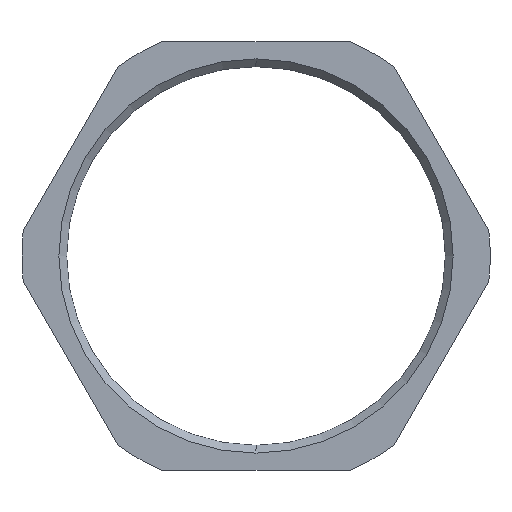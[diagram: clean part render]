
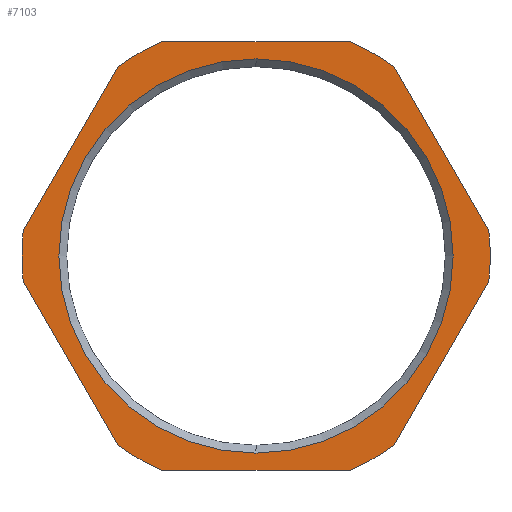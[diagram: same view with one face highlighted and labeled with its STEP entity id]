
A CAD part, left-side view. The second image highlights one B-rep face of the part: STEP entity #7103.
In plain terms, the highlighted planar face has unit normal (-1, 0, 0).
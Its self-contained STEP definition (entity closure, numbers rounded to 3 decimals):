
#258 = CARTESIAN_POINT ( 'NONE',  ( -5.5, 0., 0. ) ) ;
#480 = AXIS2_PLACEMENT_3D ( 'NONE', #4758, #10683, #5602 ) ;
#592 = CIRCLE ( 'NONE', #3455, 30.05 ) ;
#616 = DIRECTION ( 'NONE',  ( 0., 0., -1. ) ) ;
#659 = DIRECTION ( 'NONE',  ( -1., 0., 0. ) ) ;
#676 = EDGE_CURVE ( 'NONE', #10757, #6729, #2432, .T. ) ;
#749 = ORIENTED_EDGE ( 'NONE', *, *, #10137, .T. ) ;
#1028 = CIRCLE ( 'NONE', #9292, 30.05 ) ;
#1039 = CARTESIAN_POINT ( 'NONE',  ( -5.5, 17.759, 24.241 ) ) ;
#1083 = ORIENTED_EDGE ( 'NONE', *, *, #1161, .F. ) ;
#1087 = CARTESIAN_POINT ( 'NONE',  ( -5.5, -31.754, 0. ) ) ;
#1109 = DIRECTION ( 'NONE',  ( 0., 0., -1. ) ) ;
#1161 = EDGE_CURVE ( 'NONE', #3759, #8935, #8653, .T. ) ;
#1182 = AXIS2_PLACEMENT_3D ( 'NONE', #10749, #5687, #616 ) ;
#1282 = VECTOR ( 'NONE', #6061, 1000. ) ;
#1334 = CARTESIAN_POINT ( 'NONE',  ( -5.5, 12.114, 27.5 ) ) ;
#1439 = VECTOR ( 'NONE', #5004, 1000. ) ;
#1551 = VERTEX_POINT ( 'NONE', #7790 ) ;
#1613 = VERTEX_POINT ( 'NONE', #4522 ) ;
#1637 = ORIENTED_EDGE ( 'NONE', *, *, #8070, .F. ) ;
#1924 = LINE ( 'NONE', #5325, #10677 ) ;
#1942 = DIRECTION ( 'NONE',  ( 0., 0.5, -0.866 ) ) ;
#2043 = DIRECTION ( 'NONE',  ( 1., 0., 0. ) ) ;
#2061 = ORIENTED_EDGE ( 'NONE', *, *, #676, .T. ) ;
#2277 = DIRECTION ( 'NONE',  ( 1., 0., 0. ) ) ;
#2335 = PLANE ( 'NONE',  #2798 ) ;
#2432 = CIRCLE ( 'NONE', #5890, 25.3 ) ;
#2476 = ORIENTED_EDGE ( 'NONE', *, *, #3822, .F. ) ;
#2477 = EDGE_CURVE ( 'NONE', #5676, #3358, #3081, .T. ) ;
#2502 = ORIENTED_EDGE ( 'NONE', *, *, #5654, .F. ) ;
#2510 = CIRCLE ( 'NONE', #10412, 30.05 ) ;
#2647 = CARTESIAN_POINT ( 'NONE',  ( -5.5, 12.114, -27.5 ) ) ;
#2655 = EDGE_LOOP ( 'NONE', ( #749, #2061 ) ) ;
#2678 = EDGE_CURVE ( 'NONE', #7748, #4007, #3482, .T. ) ;
#2798 = AXIS2_PLACEMENT_3D ( 'NONE', #10821, #659, #6596 ) ;
#2843 = FACE_BOUND ( 'NONE', #2655, .T. ) ;
#3081 = LINE ( 'NONE', #9466, #5050 ) ;
#3097 = ORIENTED_EDGE ( 'NONE', *, *, #8622, .F. ) ;
#3216 = ORIENTED_EDGE ( 'NONE', *, *, #3680, .F. ) ;
#3358 = VERTEX_POINT ( 'NONE', #7705 ) ;
#3364 = CARTESIAN_POINT ( 'NONE',  ( -5.5, 0., 0. ) ) ;
#3455 = AXIS2_PLACEMENT_3D ( 'NONE', #10074, #4985, #10926 ) ;
#3482 = LINE ( 'NONE', #1087, #5446 ) ;
#3680 = EDGE_CURVE ( 'NONE', #8537, #7640, #2510, .T. ) ;
#3708 = LINE ( 'NONE', #10949, #1439 ) ;
#3759 = VERTEX_POINT ( 'NONE', #9181 ) ;
#3822 = EDGE_CURVE ( 'NONE', #1551, #8537, #3708, .T. ) ;
#3824 = LINE ( 'NONE', #8583, #1282 ) ;
#3855 = CARTESIAN_POINT ( 'NONE',  ( -5.5, 31.754, 0. ) ) ;
#3899 = ORIENTED_EDGE ( 'NONE', *, *, #9423, .F. ) ;
#3901 = CIRCLE ( 'NONE', #1182, 30.05 ) ;
#4007 = VERTEX_POINT ( 'NONE', #7048 ) ;
#4218 = DIRECTION ( 'NONE',  ( 0., 0., -1. ) ) ;
#4460 = AXIS2_PLACEMENT_3D ( 'NONE', #258, #6189, #1109 ) ;
#4522 = CARTESIAN_POINT ( 'NONE',  ( -5.5, 29.873, -3.259 ) ) ;
#4726 = EDGE_CURVE ( 'NONE', #1613, #3759, #1028, .T. ) ;
#4758 = CARTESIAN_POINT ( 'NONE',  ( -5.5, 0., 0. ) ) ;
#4762 = CARTESIAN_POINT ( 'NONE',  ( -5.5, 0., 0. ) ) ;
#4838 = CARTESIAN_POINT ( 'NONE',  ( -5.5, -29.873, 3.259 ) ) ;
#4985 = DIRECTION ( 'NONE',  ( 1., 0., 0. ) ) ;
#5004 = DIRECTION ( 'NONE',  ( 0., 1., 0. ) ) ;
#5050 = VECTOR ( 'NONE', #7800, 1000. ) ;
#5086 = FACE_OUTER_BOUND ( 'NONE', #5889, .T. ) ;
#5325 = CARTESIAN_POINT ( 'NONE',  ( -5.5, 15.877, -27.5 ) ) ;
#5446 = VECTOR ( 'NONE', #1942, 1000. ) ;
#5515 = CARTESIAN_POINT ( 'NONE',  ( -5.5, -17.759, 24.241 ) ) ;
#5602 = DIRECTION ( 'NONE',  ( 0., 0., -1. ) ) ;
#5610 = DIRECTION ( 'NONE',  ( 0., 0., -1. ) ) ;
#5654 = EDGE_CURVE ( 'NONE', #9631, #7748, #6309, .T. ) ;
#5676 = VERTEX_POINT ( 'NONE', #1334 ) ;
#5687 = DIRECTION ( 'NONE',  ( 1., 0., 0. ) ) ;
#5889 = EDGE_LOOP ( 'NONE', ( #8792, #6112, #2502, #1637, #6979, #9798, #3097, #1083, #9015, #3899, #3216, #2476 ) ) ;
#5890 = AXIS2_PLACEMENT_3D ( 'NONE', #7374, #2277, #8212 ) ;
#6061 = DIRECTION ( 'NONE',  ( 0., -0.5, -0.866 ) ) ;
#6112 = ORIENTED_EDGE ( 'NONE', *, *, #2678, .F. ) ;
#6189 = DIRECTION ( 'NONE',  ( 1., 0., 0. ) ) ;
#6309 = CIRCLE ( 'NONE', #480, 30.05 ) ;
#6596 = DIRECTION ( 'NONE',  ( 0., 0., 1. ) ) ;
#6603 = CARTESIAN_POINT ( 'NONE',  ( -5.5, 0., 25.3 ) ) ;
#6669 = VECTOR ( 'NONE', #8927, 1000. ) ;
#6729 = VERTEX_POINT ( 'NONE', #6603 ) ;
#6814 = CIRCLE ( 'NONE', #6859, 25.3 ) ;
#6859 = AXIS2_PLACEMENT_3D ( 'NONE', #3364, #9296, #4218 ) ;
#6979 = ORIENTED_EDGE ( 'NONE', *, *, #10491, .F. ) ;
#7048 = CARTESIAN_POINT ( 'NONE',  ( -5.5, -17.759, -24.241 ) ) ;
#7103 = ADVANCED_FACE ( 'NONE', ( #2843, #5086 ), #2335, .T. ) ;
#7122 = CARTESIAN_POINT ( 'NONE',  ( -5.5, 0., 0. ) ) ;
#7374 = CARTESIAN_POINT ( 'NONE',  ( -5.5, 0., 0. ) ) ;
#7640 = VERTEX_POINT ( 'NONE', #10025 ) ;
#7705 = CARTESIAN_POINT ( 'NONE',  ( -5.5, -12.114, 27.5 ) ) ;
#7748 = VERTEX_POINT ( 'NONE', #7768 ) ;
#7768 = CARTESIAN_POINT ( 'NONE',  ( -5.5, -29.873, -3.259 ) ) ;
#7790 = CARTESIAN_POINT ( 'NONE',  ( -5.5, -12.114, -27.5 ) ) ;
#7800 = DIRECTION ( 'NONE',  ( 0., -1., 0. ) ) ;
#7971 = DIRECTION ( 'NONE',  ( 0., 0., -1. ) ) ;
#8070 = EDGE_CURVE ( 'NONE', #9066, #9631, #3824, .T. ) ;
#8212 = DIRECTION ( 'NONE',  ( 0., 0., -1. ) ) ;
#8537 = VERTEX_POINT ( 'NONE', #2647 ) ;
#8583 = CARTESIAN_POINT ( 'NONE',  ( -5.5, -15.877, 27.5 ) ) ;
#8622 = EDGE_CURVE ( 'NONE', #8935, #5676, #10030, .T. ) ;
#8653 = LINE ( 'NONE', #3855, #6669 ) ;
#8792 = ORIENTED_EDGE ( 'NONE', *, *, #10114, .F. ) ;
#8837 = CARTESIAN_POINT ( 'NONE',  ( -5.5, 0., -25.3 ) ) ;
#8927 = DIRECTION ( 'NONE',  ( 0., -0.5, 0.866 ) ) ;
#8935 = VERTEX_POINT ( 'NONE', #1039 ) ;
#9015 = ORIENTED_EDGE ( 'NONE', *, *, #4726, .F. ) ;
#9066 = VERTEX_POINT ( 'NONE', #5515 ) ;
#9181 = CARTESIAN_POINT ( 'NONE',  ( -5.5, 29.873, 3.259 ) ) ;
#9292 = AXIS2_PLACEMENT_3D ( 'NONE', #7122, #2043, #7971 ) ;
#9296 = DIRECTION ( 'NONE',  ( 1., 0., 0. ) ) ;
#9423 = EDGE_CURVE ( 'NONE', #7640, #1613, #1924, .T. ) ;
#9466 = CARTESIAN_POINT ( 'NONE',  ( -5.5, 15.877, 27.5 ) ) ;
#9529 = DIRECTION ( 'NONE',  ( 0., 0.5, 0.866 ) ) ;
#9631 = VERTEX_POINT ( 'NONE', #4838 ) ;
#9798 = ORIENTED_EDGE ( 'NONE', *, *, #2477, .F. ) ;
#10025 = CARTESIAN_POINT ( 'NONE',  ( -5.5, 17.759, -24.241 ) ) ;
#10030 = CIRCLE ( 'NONE', #4460, 30.05 ) ;
#10074 = CARTESIAN_POINT ( 'NONE',  ( -5.5, 0., 0. ) ) ;
#10114 = EDGE_CURVE ( 'NONE', #4007, #1551, #592, .T. ) ;
#10137 = EDGE_CURVE ( 'NONE', #6729, #10757, #6814, .T. ) ;
#10412 = AXIS2_PLACEMENT_3D ( 'NONE', #4762, #10688, #5610 ) ;
#10491 = EDGE_CURVE ( 'NONE', #3358, #9066, #3901, .T. ) ;
#10677 = VECTOR ( 'NONE', #9529, 1000. ) ;
#10683 = DIRECTION ( 'NONE',  ( 1., 0., 0. ) ) ;
#10688 = DIRECTION ( 'NONE',  ( 1., 0., 0. ) ) ;
#10749 = CARTESIAN_POINT ( 'NONE',  ( -5.5, 0., 0. ) ) ;
#10757 = VERTEX_POINT ( 'NONE', #8837 ) ;
#10821 = CARTESIAN_POINT ( 'NONE',  ( -5.5, 30.05, 0. ) ) ;
#10926 = DIRECTION ( 'NONE',  ( 0., 0., -1. ) ) ;
#10949 = CARTESIAN_POINT ( 'NONE',  ( -5.5, -15.877, -27.5 ) ) ;
